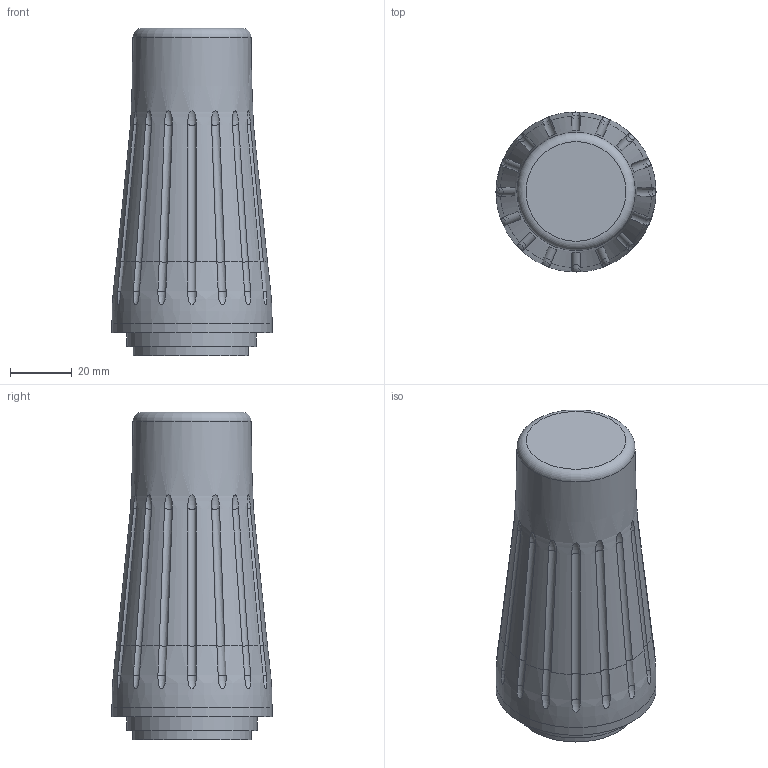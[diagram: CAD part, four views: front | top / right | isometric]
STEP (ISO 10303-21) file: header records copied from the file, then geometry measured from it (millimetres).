
FILE_DESCRIPTION(('FreeCAD Model'),'2;1');
FILE_NAME('Open CASCADE Shape Model','2023-10-24T22:30:35',(''),(''), 'Open CASCADE STEP processor 7.6','FreeCAD','Unknown');
FILE_SCHEMA(('AUTOMOTIVE_DESIGN { 1 0 10303 214 1 1 1 1 }'));
Length unit declared in the file: millimetre
Products named in the file (1): Cap
Bounding box: 52 x 52 x 106.4 mm (x, y, z)
Volume: 72887.2 mm3; surface area: 29491.1 mm2
Topology: 1 solids, 1 shells, 82 faces, 235 edges, 156 vertices
Faces by surface type: torus 66, plane 10, cylinder 5, revolution 1
Full cylindrical faces by diameter (mm): 32.4 x1, 52 x1
Entity records: 7542 total; most frequent: CARTESIAN_POINT 5547, ORIENTED_EDGE 470, DIRECTION 353, EDGE_CURVE 235, AXIS2_PLACEMENT_3D 164, VERTEX_POINT 156, B_SPLINE_CURVE_WITH_KNOTS 130, FACE_BOUND 83
